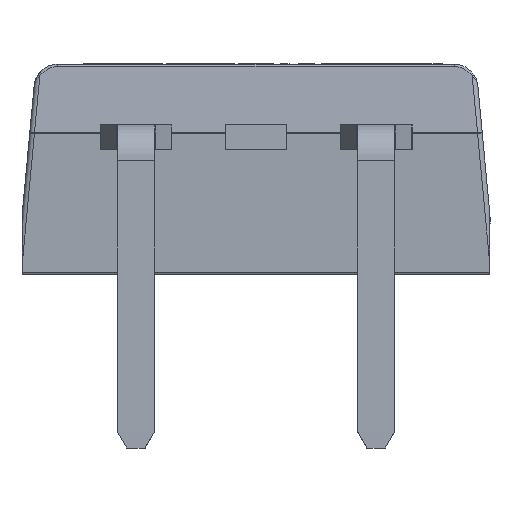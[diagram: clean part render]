
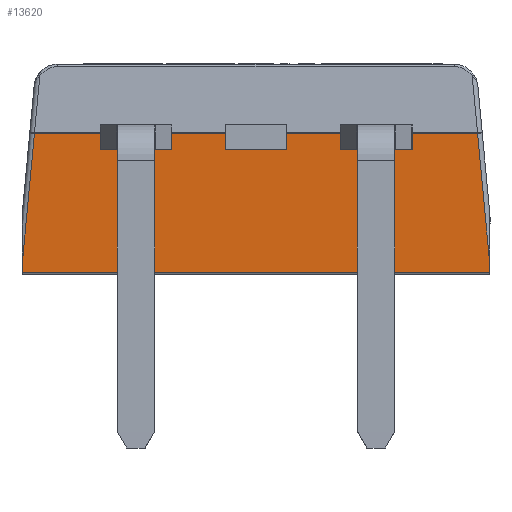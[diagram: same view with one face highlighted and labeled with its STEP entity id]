
A CAD part, front view. The second image highlights one B-rep face of the part: STEP entity #13620.
In plain terms, the highlighted planar face has unit normal (0, -1, -0.033).
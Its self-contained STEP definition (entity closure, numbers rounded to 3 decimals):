
#33 = VERTEX_POINT('',#34);
#34 = CARTESIAN_POINT('',(-4.686,-4.636,3.061
    ));
#11354 = VERTEX_POINT('',#11355);
#11355 = CARTESIAN_POINT('',(-4.95,-4.542,0.249));
#11362 = EDGE_CURVE('',#11354,#33,#11363,.T.);
#11363 = LINE('',#11364,#11365);
#11364 = CARTESIAN_POINT('',(-4.541,-4.687,
    4.608));
#11365 = VECTOR('',#11366,1.);
#11366 = DIRECTION('',(0.093,-0.033,
    0.995));
#11404 = VERTEX_POINT('',#11405);
#11405 = CARTESIAN_POINT('',(-4.95,-4.538,0.121));
#11412 = EDGE_CURVE('',#11354,#11404,#11413,.T.);
#11413 = LINE('',#11414,#11415);
#11414 = CARTESIAN_POINT('',(-4.95,-4.542,0.249));
#11415 = VECTOR('',#11416,1.);
#11416 = DIRECTION('',(0.,0.033,
    -0.999));
#11561 = VERTEX_POINT('',#11562);
#11562 = CARTESIAN_POINT('',(4.95,-4.542,0.249));
#11569 = EDGE_CURVE('',#11570,#11561,#11572,.T.);
#11570 = VERTEX_POINT('',#11571);
#11571 = CARTESIAN_POINT('',(4.95,-4.538,0.121));
#11572 = LINE('',#11573,#11574);
#11573 = CARTESIAN_POINT('',(4.95,-4.538,0.121));
#11574 = VECTOR('',#11575,1.);
#11575 = DIRECTION('',(0.,-0.033,
    0.999));
#11613 = VERTEX_POINT('',#11614);
#11614 = CARTESIAN_POINT('',(4.686,-4.636,
    3.06));
#11621 = EDGE_CURVE('',#11613,#11561,#11622,.T.);
#11622 = LINE('',#11623,#11624);
#11623 = CARTESIAN_POINT('',(4.541,-4.687,
    4.608));
#11624 = VECTOR('',#11625,1.);
#11625 = DIRECTION('',(0.093,0.033,
    -0.995));
#11727 = VERTEX_POINT('',#11728);
#11728 = CARTESIAN_POINT('',(3.175,-4.636,3.06));
#11735 = EDGE_CURVE('',#11727,#11613,#11736,.T.);
#11736 = LINE('',#11737,#11738);
#11737 = CARTESIAN_POINT('',(4.95,-4.636,3.06));
#11738 = VECTOR('',#11739,1.);
#11739 = DIRECTION('',(1.,0.,0.));
#11914 = VERTEX_POINT('',#11915);
#11915 = CARTESIAN_POINT('',(1.905,-4.636,3.06));
#11924 = VERTEX_POINT('',#11925);
#11925 = CARTESIAN_POINT('',(0.635,-4.636,3.06));
#11932 = EDGE_CURVE('',#11924,#11914,#11933,.T.);
#11933 = LINE('',#11934,#11935);
#11934 = CARTESIAN_POINT('',(4.95,-4.636,3.06));
#11935 = VECTOR('',#11936,1.);
#11936 = DIRECTION('',(1.,0.,0.));
#12011 = VERTEX_POINT('',#12012);
#12012 = CARTESIAN_POINT('',(-0.635,-4.636,3.06));
#12021 = VERTEX_POINT('',#12022);
#12022 = CARTESIAN_POINT('',(-1.905,-4.636,3.06));
#12029 = EDGE_CURVE('',#12021,#12011,#12030,.T.);
#12030 = LINE('',#12031,#12032);
#12031 = CARTESIAN_POINT('',(4.95,-4.636,3.06));
#12032 = VECTOR('',#12033,1.);
#12033 = DIRECTION('',(1.,0.,0.));
#12200 = VERTEX_POINT('',#12201);
#12201 = CARTESIAN_POINT('',(-3.175,-4.636,3.06));
#12209 = EDGE_CURVE('',#33,#12200,#12210,.T.);
#12210 = LINE('',#12211,#12212);
#12211 = CARTESIAN_POINT('',(4.95,-4.636,3.06));
#12212 = VECTOR('',#12213,1.);
#12213 = DIRECTION('',(1.,0.,0.));
#13620 = ADVANCED_FACE('',(#13621),#13757,.F.);
#13621 = FACE_BOUND('',#13622,.T.);
#13622 = EDGE_LOOP('',(#13623,#13624,#13632,#13641,#13649,#13658,#13664,
    #13665,#13673,#13682,#13690,#13699,#13705,#13706,#13707,#13708,
    #13714,#13715,#13716,#13717,#13725,#13734,#13742,#13751));
#13623 = ORIENTED_EDGE('',*,*,#11932,.F.);
#13624 = ORIENTED_EDGE('',*,*,#13625,.T.);
#13625 = EDGE_CURVE('',#11924,#13626,#13628,.T.);
#13626 = VERTEX_POINT('',#13627);
#13627 = CARTESIAN_POINT('',(0.635,-4.624,2.724));
#13628 = LINE('',#13629,#13630);
#13629 = CARTESIAN_POINT('',(0.635,-4.636,3.06));
#13630 = VECTOR('',#13631,1.);
#13631 = DIRECTION('',(0.,0.033,
    -0.999));
#13632 = ORIENTED_EDGE('',*,*,#13633,.F.);
#13633 = EDGE_CURVE('',#13634,#13626,#13636,.T.);
#13634 = VERTEX_POINT('',#13635);
#13635 = CARTESIAN_POINT('',(0.629,-4.624,2.718));
#13636 = B_SPLINE_CURVE_WITH_KNOTS('',3,(#13637,#13638,#13639,#13640),
  .UNSPECIFIED.,.F.,.F.,(4,4),(0.,1.),.PIECEWISE_BEZIER_KNOTS.);
#13637 = CARTESIAN_POINT('',(0.629,-4.624,2.718));
#13638 = CARTESIAN_POINT('',(0.632,-4.624,
    2.718));
#13639 = CARTESIAN_POINT('',(0.635,-4.624,2.721));
#13640 = CARTESIAN_POINT('',(0.635,-4.624,2.724));
#13641 = ORIENTED_EDGE('',*,*,#13642,.F.);
#13642 = EDGE_CURVE('',#13643,#13634,#13645,.T.);
#13643 = VERTEX_POINT('',#13644);
#13644 = CARTESIAN_POINT('',(-0.629,-4.624,2.718));
#13645 = LINE('',#13646,#13647);
#13646 = CARTESIAN_POINT('',(4.95,-4.624,2.718));
#13647 = VECTOR('',#13648,1.);
#13648 = DIRECTION('',(1.,0.,0.));
#13649 = ORIENTED_EDGE('',*,*,#13650,.F.);
#13650 = EDGE_CURVE('',#13651,#13643,#13653,.T.);
#13651 = VERTEX_POINT('',#13652);
#13652 = CARTESIAN_POINT('',(-0.635,-4.624,2.724));
#13653 = B_SPLINE_CURVE_WITH_KNOTS('',3,(#13654,#13655,#13656,#13657),
  .UNSPECIFIED.,.F.,.F.,(4,4),(0.,1.),.PIECEWISE_BEZIER_KNOTS.);
#13654 = CARTESIAN_POINT('',(-0.635,-4.624,2.724));
#13655 = CARTESIAN_POINT('',(-0.635,-4.624,2.721));
#13656 = CARTESIAN_POINT('',(-0.632,-4.624,
    2.718));
#13657 = CARTESIAN_POINT('',(-0.629,-4.624,2.718));
#13658 = ORIENTED_EDGE('',*,*,#13659,.T.);
#13659 = EDGE_CURVE('',#13651,#12011,#13660,.T.);
#13660 = LINE('',#13661,#13662);
#13661 = CARTESIAN_POINT('',(-0.635,-4.624,2.724));
#13662 = VECTOR('',#13663,1.);
#13663 = DIRECTION('',(0.,-0.033,
    0.999));
#13664 = ORIENTED_EDGE('',*,*,#12029,.F.);
#13665 = ORIENTED_EDGE('',*,*,#13666,.T.);
#13666 = EDGE_CURVE('',#12021,#13667,#13669,.T.);
#13667 = VERTEX_POINT('',#13668);
#13668 = CARTESIAN_POINT('',(-1.905,-4.624,2.724));
#13669 = LINE('',#13670,#13671);
#13670 = CARTESIAN_POINT('',(-1.905,-4.636,3.06));
#13671 = VECTOR('',#13672,1.);
#13672 = DIRECTION('',(0.,0.033,
    -0.999));
#13673 = ORIENTED_EDGE('',*,*,#13674,.F.);
#13674 = EDGE_CURVE('',#13675,#13667,#13677,.T.);
#13675 = VERTEX_POINT('',#13676);
#13676 = CARTESIAN_POINT('',(-1.911,-4.624,2.718));
#13677 = B_SPLINE_CURVE_WITH_KNOTS('',3,(#13678,#13679,#13680,#13681),
  .UNSPECIFIED.,.F.,.F.,(4,4),(0.,1.),.PIECEWISE_BEZIER_KNOTS.);
#13678 = CARTESIAN_POINT('',(-1.911,-4.624,2.718));
#13679 = CARTESIAN_POINT('',(-1.908,-4.624,
    2.718));
#13680 = CARTESIAN_POINT('',(-1.905,-4.624,2.721));
#13681 = CARTESIAN_POINT('',(-1.905,-4.624,2.724));
#13682 = ORIENTED_EDGE('',*,*,#13683,.F.);
#13683 = EDGE_CURVE('',#13684,#13675,#13686,.T.);
#13684 = VERTEX_POINT('',#13685);
#13685 = CARTESIAN_POINT('',(-3.169,-4.624,2.718));
#13686 = LINE('',#13687,#13688);
#13687 = CARTESIAN_POINT('',(4.95,-4.624,2.718));
#13688 = VECTOR('',#13689,1.);
#13689 = DIRECTION('',(1.,0.,0.));
#13690 = ORIENTED_EDGE('',*,*,#13691,.F.);
#13691 = EDGE_CURVE('',#13692,#13684,#13694,.T.);
#13692 = VERTEX_POINT('',#13693);
#13693 = CARTESIAN_POINT('',(-3.175,-4.624,2.724));
#13694 = B_SPLINE_CURVE_WITH_KNOTS('',3,(#13695,#13696,#13697,#13698),
  .UNSPECIFIED.,.F.,.F.,(4,4),(0.,1.),.PIECEWISE_BEZIER_KNOTS.);
#13695 = CARTESIAN_POINT('',(-3.175,-4.624,2.724));
#13696 = CARTESIAN_POINT('',(-3.175,-4.624,2.721));
#13697 = CARTESIAN_POINT('',(-3.172,-4.624,
    2.718));
#13698 = CARTESIAN_POINT('',(-3.169,-4.624,2.718));
#13699 = ORIENTED_EDGE('',*,*,#13700,.T.);
#13700 = EDGE_CURVE('',#13692,#12200,#13701,.T.);
#13701 = LINE('',#13702,#13703);
#13702 = CARTESIAN_POINT('',(-3.175,-4.624,2.724));
#13703 = VECTOR('',#13704,1.);
#13704 = DIRECTION('',(0.,-0.033,
    0.999));
#13705 = ORIENTED_EDGE('',*,*,#12209,.F.);
#13706 = ORIENTED_EDGE('',*,*,#11362,.F.);
#13707 = ORIENTED_EDGE('',*,*,#11412,.T.);
#13708 = ORIENTED_EDGE('',*,*,#13709,.F.);
#13709 = EDGE_CURVE('',#11570,#11404,#13710,.T.);
#13710 = LINE('',#13711,#13712);
#13711 = CARTESIAN_POINT('',(4.95,-4.538,0.121));
#13712 = VECTOR('',#13713,1.);
#13713 = DIRECTION('',(-1.,0.,0.));
#13714 = ORIENTED_EDGE('',*,*,#11569,.T.);
#13715 = ORIENTED_EDGE('',*,*,#11621,.F.);
#13716 = ORIENTED_EDGE('',*,*,#11735,.F.);
#13717 = ORIENTED_EDGE('',*,*,#13718,.T.);
#13718 = EDGE_CURVE('',#11727,#13719,#13721,.T.);
#13719 = VERTEX_POINT('',#13720);
#13720 = CARTESIAN_POINT('',(3.175,-4.624,2.724));
#13721 = LINE('',#13722,#13723);
#13722 = CARTESIAN_POINT('',(3.175,-4.636,3.06));
#13723 = VECTOR('',#13724,1.);
#13724 = DIRECTION('',(0.,0.033,
    -0.999));
#13725 = ORIENTED_EDGE('',*,*,#13726,.F.);
#13726 = EDGE_CURVE('',#13727,#13719,#13729,.T.);
#13727 = VERTEX_POINT('',#13728);
#13728 = CARTESIAN_POINT('',(3.169,-4.624,2.718));
#13729 = B_SPLINE_CURVE_WITH_KNOTS('',3,(#13730,#13731,#13732,#13733),
  .UNSPECIFIED.,.F.,.F.,(4,4),(0.,1.),.PIECEWISE_BEZIER_KNOTS.);
#13730 = CARTESIAN_POINT('',(3.169,-4.624,2.718));
#13731 = CARTESIAN_POINT('',(3.172,-4.624,
    2.718));
#13732 = CARTESIAN_POINT('',(3.175,-4.624,2.721));
#13733 = CARTESIAN_POINT('',(3.175,-4.624,2.724));
#13734 = ORIENTED_EDGE('',*,*,#13735,.F.);
#13735 = EDGE_CURVE('',#13736,#13727,#13738,.T.);
#13736 = VERTEX_POINT('',#13737);
#13737 = CARTESIAN_POINT('',(1.911,-4.624,2.718));
#13738 = LINE('',#13739,#13740);
#13739 = CARTESIAN_POINT('',(4.95,-4.624,2.718));
#13740 = VECTOR('',#13741,1.);
#13741 = DIRECTION('',(1.,0.,0.));
#13742 = ORIENTED_EDGE('',*,*,#13743,.F.);
#13743 = EDGE_CURVE('',#13744,#13736,#13746,.T.);
#13744 = VERTEX_POINT('',#13745);
#13745 = CARTESIAN_POINT('',(1.905,-4.624,2.724));
#13746 = B_SPLINE_CURVE_WITH_KNOTS('',3,(#13747,#13748,#13749,#13750),
  .UNSPECIFIED.,.F.,.F.,(4,4),(0.,1.),.PIECEWISE_BEZIER_KNOTS.);
#13747 = CARTESIAN_POINT('',(1.905,-4.624,2.724));
#13748 = CARTESIAN_POINT('',(1.905,-4.624,2.721));
#13749 = CARTESIAN_POINT('',(1.908,-4.624,
    2.718));
#13750 = CARTESIAN_POINT('',(1.911,-4.624,2.718));
#13751 = ORIENTED_EDGE('',*,*,#13752,.T.);
#13752 = EDGE_CURVE('',#13744,#11914,#13753,.T.);
#13753 = LINE('',#13754,#13755);
#13754 = CARTESIAN_POINT('',(1.905,-4.624,2.724));
#13755 = VECTOR('',#13756,1.);
#13756 = DIRECTION('',(0.,-0.033,
    0.999));
#13757 = PLANE('',#13758);
#13758 = AXIS2_PLACEMENT_3D('',#13759,#13760,#13761);
#13759 = CARTESIAN_POINT('',(4.95,-4.643,3.298));
#13760 = DIRECTION('',(0.,0.999,
    0.033));
#13761 = DIRECTION('',(0.,0.033,
    -0.999));
